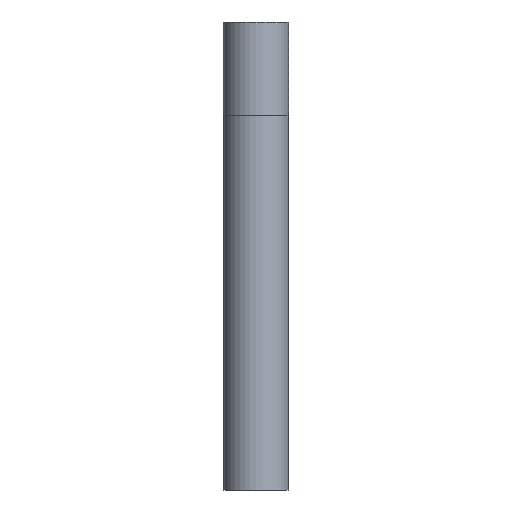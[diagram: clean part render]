
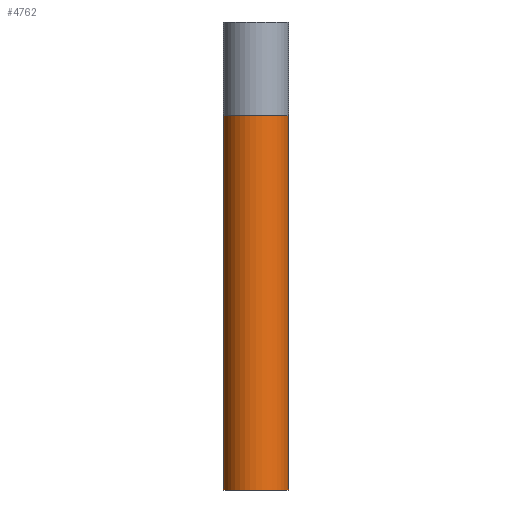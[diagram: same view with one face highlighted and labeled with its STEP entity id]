
A CAD part, left-side view. The second image highlights one B-rep face of the part: STEP entity #4762.
In plain terms, the highlighted cylindrical face has radius 7 mm (diameter 14 mm), a full revolution.
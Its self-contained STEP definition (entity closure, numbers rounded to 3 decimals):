
#4762 = ADVANCED_FACE('',(#4763),#4777,.T.);
#4763 = FACE_BOUND('',#4764,.F.);
#4764 = EDGE_LOOP('',(#4765,#4795,#4822,#4823));
#4765 = ORIENTED_EDGE('',*,*,#4766,.T.);
#4766 = EDGE_CURVE('',#4767,#4769,#4771,.T.);
#4767 = VERTEX_POINT('',#4768);
#4768 = CARTESIAN_POINT('',(-243.892,0.,0.));
#4769 = VERTEX_POINT('',#4770);
#4770 = CARTESIAN_POINT('',(-243.892,0.,80.));
#4771 = SEAM_CURVE('',#4772,(#4776,#4788),.PCURVE_S1.);
#4772 = LINE('',#4773,#4774);
#4773 = CARTESIAN_POINT('',(-243.892,0.,0.));
#4774 = VECTOR('',#4775,1.);
#4775 = DIRECTION('',(0.,0.,1.));
#4776 = PCURVE('',#4777,#4782);
#4777 = CYLINDRICAL_SURFACE('',#4778,7.);
#4778 = AXIS2_PLACEMENT_3D('',#4779,#4780,#4781);
#4779 = CARTESIAN_POINT('',(-250.892,0.,0.));
#4780 = DIRECTION('',(-0.,-0.,-1.));
#4781 = DIRECTION('',(1.,0.,0.));
#4782 = DEFINITIONAL_REPRESENTATION('',(#4783),#4787);
#4783 = LINE('',#4784,#4785);
#4784 = CARTESIAN_POINT('',(-0.,0.));
#4785 = VECTOR('',#4786,1.);
#4786 = DIRECTION('',(-0.,-1.));
#4787 = ( GEOMETRIC_REPRESENTATION_CONTEXT(2) 
PARAMETRIC_REPRESENTATION_CONTEXT() REPRESENTATION_CONTEXT('2D SPACE',''
  ) );
#4788 = PCURVE('',#4777,#4789);
#4789 = DEFINITIONAL_REPRESENTATION('',(#4790),#4794);
#4790 = LINE('',#4791,#4792);
#4791 = CARTESIAN_POINT('',(-6.283,0.));
#4792 = VECTOR('',#4793,1.);
#4793 = DIRECTION('',(-0.,-1.));
#4794 = ( GEOMETRIC_REPRESENTATION_CONTEXT(2) 
PARAMETRIC_REPRESENTATION_CONTEXT() REPRESENTATION_CONTEXT('2D SPACE',''
  ) );
#4795 = ORIENTED_EDGE('',*,*,#4796,.T.);
#4796 = EDGE_CURVE('',#4769,#4769,#4797,.T.);
#4797 = SURFACE_CURVE('',#4798,(#4803,#4810),.PCURVE_S1.);
#4798 = CIRCLE('',#4799,7.);
#4799 = AXIS2_PLACEMENT_3D('',#4800,#4801,#4802);
#4800 = CARTESIAN_POINT('',(-250.892,0.,80.));
#4801 = DIRECTION('',(0.,0.,1.));
#4802 = DIRECTION('',(1.,0.,0.));
#4803 = PCURVE('',#4777,#4804);
#4804 = DEFINITIONAL_REPRESENTATION('',(#4805),#4809);
#4805 = LINE('',#4806,#4807);
#4806 = CARTESIAN_POINT('',(-0.,-80.));
#4807 = VECTOR('',#4808,1.);
#4808 = DIRECTION('',(-1.,0.));
#4809 = ( GEOMETRIC_REPRESENTATION_CONTEXT(2) 
PARAMETRIC_REPRESENTATION_CONTEXT() REPRESENTATION_CONTEXT('2D SPACE',''
  ) );
#4810 = PCURVE('',#4811,#4816);
#4811 = PLANE('',#4812);
#4812 = AXIS2_PLACEMENT_3D('',#4813,#4814,#4815);
#4813 = CARTESIAN_POINT('',(-250.892,0.,80.));
#4814 = DIRECTION('',(0.,0.,1.));
#4815 = DIRECTION('',(1.,0.,0.));
#4816 = DEFINITIONAL_REPRESENTATION('',(#4817),#4821);
#4817 = CIRCLE('',#4818,7.);
#4818 = AXIS2_PLACEMENT_2D('',#4819,#4820);
#4819 = CARTESIAN_POINT('',(0.,0.));
#4820 = DIRECTION('',(1.,0.));
#4821 = ( GEOMETRIC_REPRESENTATION_CONTEXT(2) 
PARAMETRIC_REPRESENTATION_CONTEXT() REPRESENTATION_CONTEXT('2D SPACE',''
  ) );
#4822 = ORIENTED_EDGE('',*,*,#4766,.F.);
#4823 = ORIENTED_EDGE('',*,*,#4824,.F.);
#4824 = EDGE_CURVE('',#4767,#4767,#4825,.T.);
#4825 = SURFACE_CURVE('',#4826,(#4831,#4838),.PCURVE_S1.);
#4826 = CIRCLE('',#4827,7.);
#4827 = AXIS2_PLACEMENT_3D('',#4828,#4829,#4830);
#4828 = CARTESIAN_POINT('',(-250.892,0.,0.));
#4829 = DIRECTION('',(0.,0.,1.));
#4830 = DIRECTION('',(1.,0.,0.));
#4831 = PCURVE('',#4777,#4832);
#4832 = DEFINITIONAL_REPRESENTATION('',(#4833),#4837);
#4833 = LINE('',#4834,#4835);
#4834 = CARTESIAN_POINT('',(-0.,0.));
#4835 = VECTOR('',#4836,1.);
#4836 = DIRECTION('',(-1.,0.));
#4837 = ( GEOMETRIC_REPRESENTATION_CONTEXT(2) 
PARAMETRIC_REPRESENTATION_CONTEXT() REPRESENTATION_CONTEXT('2D SPACE',''
  ) );
#4838 = PCURVE('',#4839,#4844);
#4839 = PLANE('',#4840);
#4840 = AXIS2_PLACEMENT_3D('',#4841,#4842,#4843);
#4841 = CARTESIAN_POINT('',(-250.892,0.,0.));
#4842 = DIRECTION('',(0.,0.,1.));
#4843 = DIRECTION('',(1.,0.,0.));
#4844 = DEFINITIONAL_REPRESENTATION('',(#4845),#4849);
#4845 = CIRCLE('',#4846,7.);
#4846 = AXIS2_PLACEMENT_2D('',#4847,#4848);
#4847 = CARTESIAN_POINT('',(0.,0.));
#4848 = DIRECTION('',(1.,0.));
#4849 = ( GEOMETRIC_REPRESENTATION_CONTEXT(2) 
PARAMETRIC_REPRESENTATION_CONTEXT() REPRESENTATION_CONTEXT('2D SPACE',''
  ) );
